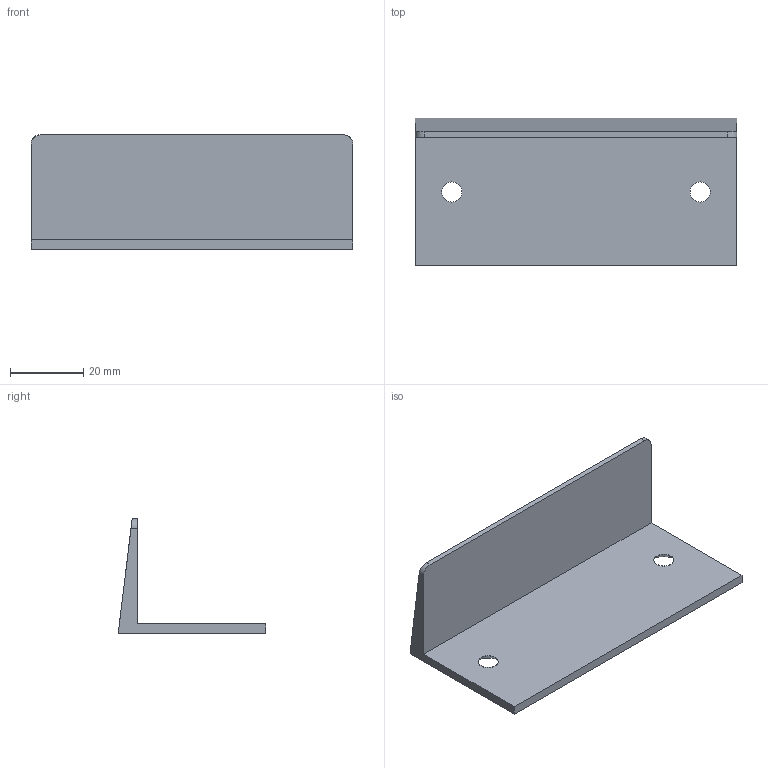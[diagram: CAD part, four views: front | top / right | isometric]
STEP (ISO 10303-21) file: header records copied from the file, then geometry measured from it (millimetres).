
FILE_DESCRIPTION (( 'STEP AP214' ), '1' );
FILE_NAME ('Blade Insert.STEP', '2025-06-19T16:30:07', ( 'ARUP Laboratories' ), ( 'ARUP Laboratories' ), 'SwSTEP 2.0', 'SolidWorks 2024', '' );
FILE_SCHEMA (( 'AUTOMOTIVE_DESIGN' ));
Length unit declared in the file: millimetre
Products named in the file (1): Blade Insert
Bounding box: 87.6 x 40.2 x 31.1 mm (x, y, z)
Volume: 16372.7 mm3; surface area: 12506.4 mm2
Topology: 1 solids, 1 shells, 18 faces, 44 edges, 28 vertices
Faces by surface type: plane 8, cylinder 6, cone 4
Entity records: 561 total; most frequent: CARTESIAN_POINT 97, DIRECTION 94, ORIENTED_EDGE 88, EDGE_CURVE 44, AXIS2_PLACEMENT_3D 33, VERTEX_POINT 28, LINE 28, VECTOR 28
